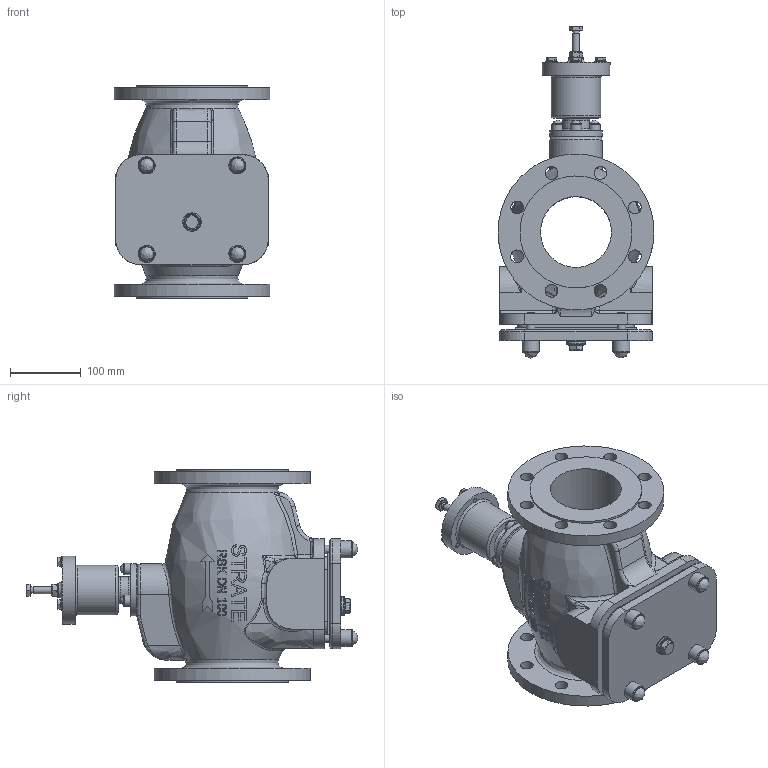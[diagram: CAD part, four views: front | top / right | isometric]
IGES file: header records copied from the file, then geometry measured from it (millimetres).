
Global section: file name: RSK DN 100 UD; native system: Autodesk Inventor 2018; preprocessor: unknown; author: A.Unrein; date: 20190603.133628; units: millimetre
Bounding box: 220 x 468.4 x 300 mm (x, y, z)
Volume: 7919818.2 mm3; surface area: 553197.6 mm2
Topology: 1 solids, 1 shells, 777 faces, 2058 edges, 1348 vertices
Faces by surface type: bspline 777
